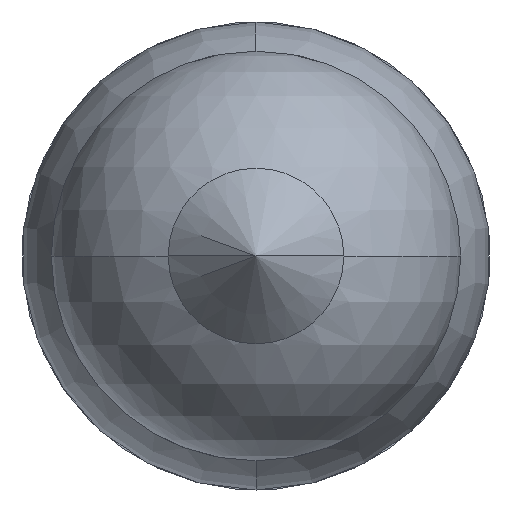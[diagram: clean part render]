
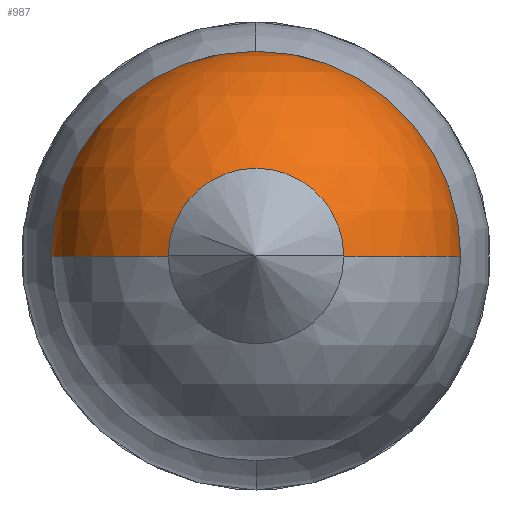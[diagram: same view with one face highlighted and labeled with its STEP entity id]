
A CAD part, front view. The second image highlights one B-rep face of the part: STEP entity #987.
In plain terms, the highlighted spherical face has radius 0.35 mm.
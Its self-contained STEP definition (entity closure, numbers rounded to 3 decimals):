
#49 = DIRECTION ( 'NONE',  ( 0., 0., 1. ) ) ;
#292 = DIRECTION ( 'NONE',  ( 1., 0., 0. ) ) ;
#341 = DIRECTION ( 'NONE',  ( 0., 1., 0. ) ) ;
#359 = AXIS2_PLACEMENT_3D ( 'NONE', #1699, #1923, #2560 ) ;
#411 = EDGE_LOOP ( 'NONE', ( #2277, #2074, #592, #1424, #1533 ) ) ;
#503 = DIRECTION ( 'NONE',  ( 1., 0., 0. ) ) ;
#519 = DIRECTION ( 'NONE',  ( 0., 0., -1. ) ) ;
#586 = EDGE_CURVE ( 'Defeature ausgef�hrt1_4+Defeature ausgef�hrt1_0+Defeature ausgef�hrt1_0+Defeature ausgef�hrt1_0', #2006, #1093, #2017, .T. ) ;
#592 = ORIENTED_EDGE ( 'NONE', *, *, #977, .T. ) ;
#601 = AXIS2_PLACEMENT_3D ( 'NONE', #2617, #2781, #2842 ) ;
#658 = AXIS2_PLACEMENT_3D ( 'NONE', #2689, #1613, #1622 ) ;
#768 = CARTESIAN_POINT ( 'NONE',  ( 0.35, -13.694, 0. ) ) ;
#786 = AXIS2_PLACEMENT_3D ( 'NONE', #2107, #341, #1211 ) ;
#933 = VERTEX_POINT ( 'NONE', #1764 ) ;
#977 = EDGE_CURVE ( 'NONE', #1063, #1093, #1467, .T. ) ;
#987 = ADVANCED_FACE ( 'Defeature ausgef�hrt1_0', ( #1092 ), #2110, .T. ) ;
#1063 = VERTEX_POINT ( 'NONE', #1435 ) ;
#1092 = FACE_OUTER_BOUND ( 'NONE', #411, .T. ) ;
#1093 = VERTEX_POINT ( 'NONE', #768 ) ;
#1165 = CARTESIAN_POINT ( 'NONE',  ( 0., -13.694, 0. ) ) ;
#1201 = CIRCLE ( 'NONE', #658, 0.35 ) ;
#1211 = DIRECTION ( 'NONE',  ( 0., 0., 1. ) ) ;
#1277 = CARTESIAN_POINT ( 'NONE',  ( -0.35, -13.694, 0. ) ) ;
#1296 = CARTESIAN_POINT ( 'NONE',  ( 0., -13.694, 0.35 ) ) ;
#1424 = ORIENTED_EDGE ( 'NONE', *, *, #586, .F. ) ;
#1435 = CARTESIAN_POINT ( 'NONE',  ( 0.15, -14.01, 0. ) ) ;
#1467 = CIRCLE ( 'NONE', #1894, 0.35 ) ;
#1533 = ORIENTED_EDGE ( 'NONE', *, *, #2466, .F. ) ;
#1606 = EDGE_CURVE ( 'Defeature ausgef�hrt1_0+Defeature ausgef�hrt1_9+Defeature ausgef�hrt1_9+Defeature ausgef�hrt1_9', #933, #1063, #1912, .T. ) ;
#1613 = DIRECTION ( 'NONE',  ( 0., 1., 0. ) ) ;
#1622 = DIRECTION ( 'NONE',  ( 0., 0., 1. ) ) ;
#1699 = CARTESIAN_POINT ( 'NONE',  ( 0., -13.694, 0. ) ) ;
#1764 = CARTESIAN_POINT ( 'NONE',  ( -0.15, -14.01, 0. ) ) ;
#1894 = AXIS2_PLACEMENT_3D ( 'NONE', #2266, #49, #292 ) ;
#1912 = CIRCLE ( 'NONE', #601, 0.15 ) ;
#1923 = DIRECTION ( 'NONE',  ( 0., 0., -1. ) ) ;
#1970 = EDGE_CURVE ( 'NONE', #933, #2137, #2415, .T. ) ;
#2006 = VERTEX_POINT ( 'NONE', #1296 ) ;
#2017 = CIRCLE ( 'NONE', #786, 0.35 ) ;
#2074 = ORIENTED_EDGE ( 'NONE', *, *, #1606, .T. ) ;
#2107 = CARTESIAN_POINT ( 'NONE',  ( 0., -13.694, 0. ) ) ;
#2110 = SPHERICAL_SURFACE ( 'NONE', #2479, 0.35 ) ;
#2137 = VERTEX_POINT ( 'NONE', #1277 ) ;
#2266 = CARTESIAN_POINT ( 'NONE',  ( 0., -13.694, 0. ) ) ;
#2277 = ORIENTED_EDGE ( 'NONE', *, *, #1970, .F. ) ;
#2415 = CIRCLE ( 'NONE', #359, 0.35 ) ;
#2466 = EDGE_CURVE ( 'Defeature ausgef�hrt1_4+Defeature ausgef�hrt1_0+Defeature ausgef�hrt1_0+Defeature ausgef�hrt1_0', #2137, #2006, #1201, .T. ) ;
#2479 = AXIS2_PLACEMENT_3D ( 'NONE', #1165, #519, #503 ) ;
#2560 = DIRECTION ( 'NONE',  ( -1., 0., 0. ) ) ;
#2617 = CARTESIAN_POINT ( 'NONE',  ( 0., -14.01, 0. ) ) ;
#2689 = CARTESIAN_POINT ( 'NONE',  ( 0., -13.694, 0. ) ) ;
#2781 = DIRECTION ( 'NONE',  ( 0., 1., 0. ) ) ;
#2842 = DIRECTION ( 'NONE',  ( -1., 0., 0. ) ) ;
